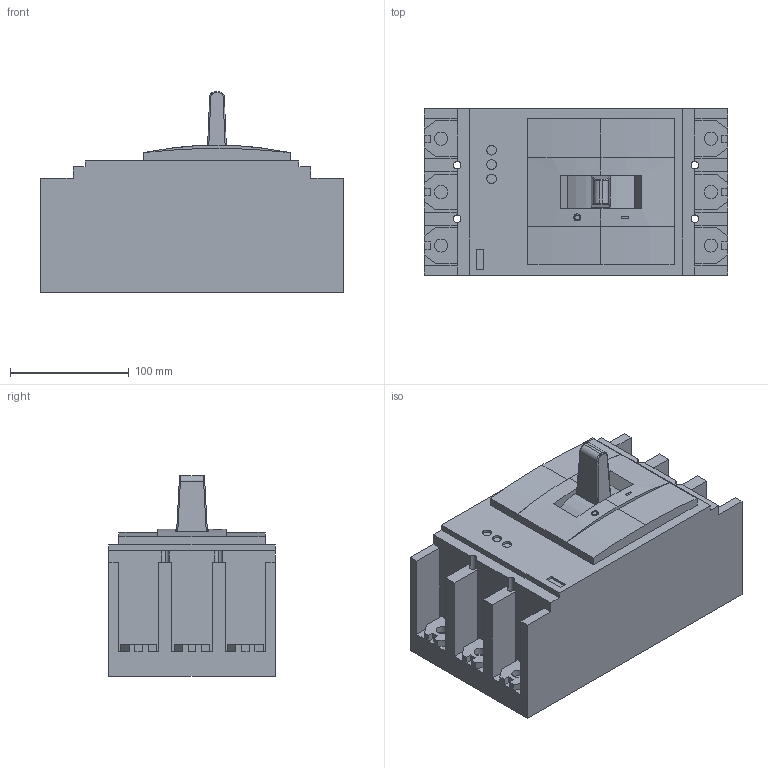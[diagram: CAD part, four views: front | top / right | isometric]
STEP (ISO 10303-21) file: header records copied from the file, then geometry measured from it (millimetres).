
FILE_DESCRIPTION (( 'STEP AP203' ), '1' );
FILE_NAME ('ﾂﾀ-99ﾑ-mccb99C-(400-600).STEP', '2020-03-13T10:35:00', ( '' ), ( '' ), 'SwSTEP 2.0', 'SolidWorks 2019', '' );
FILE_SCHEMA (( 'CONFIG_CONTROL_DESIGN' ));
Length unit declared in the file: millimetre
Products named in the file (1): ﾂﾀ-99ﾑ-mccb99C-(400-600)
Bounding box: 255 x 140 x 168.8 mm (x, y, z)
Volume: 3563377.9 mm3; surface area: 202283 mm2
Topology: 1 solids, 1 shells, 204 faces, 552 edges, 364 vertices
Faces by surface type: plane 154, cylinder 46, bspline 4
Entity records: 6671 total; most frequent: CARTESIAN_POINT 1413, ORIENTED_EDGE 1104, DIRECTION 1028, EDGE_CURVE 552, VECTOR 438, LINE 438, VERTEX_POINT 364, AXIS2_PLACEMENT_3D 295
